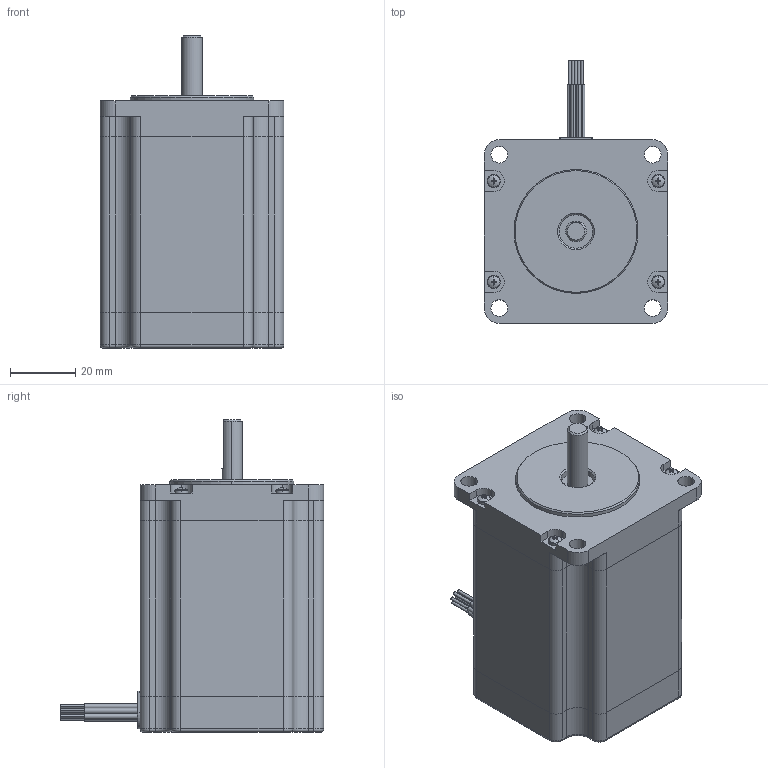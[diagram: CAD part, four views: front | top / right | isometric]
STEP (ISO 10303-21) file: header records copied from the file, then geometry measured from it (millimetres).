
FILE_DESCRIPTION (( 'STEP AP214' ), '1' );
FILE_NAME ('HT23-601_RevN.STEP', '2022-05-20T15:39:16', ( '' ), ( '' ), 'SwSTEP 2.0', 'SolidWorks 2017', '' );
FILE_SCHEMA (( 'AUTOMOTIVE_DESIGN' ));
Length unit declared in the file: millimetre
Products named in the file (10): HT23-601 Laminations; HT23 REAR ENDBELL ASSEMBLY; HT23-601 Screw; HT23 Rear Endbell; HT23-601 FRONT ENDBELL ASSEMBLY; HT23-601 Lead Wires (Break line); HT23-601_RevN; HT23 Wire Grommet; HT23 Front Endbell; HT23-601 Shaft
Assembly tree (12 placements, depth 3):
  HT23-601_RevN
    HT23-601 FRONT ENDBELL ASSEMBLY
      HT23 Front Endbell
      HT23-601 Screw  x4
    HT23 REAR ENDBELL ASSEMBLY
      HT23 Rear Endbell
      HT23 Wire Grommet
      HT23-601 Lead Wires (Break line)
    HT23-601 Laminations
    HT23-601 Shaft
Bounding box: 56.4 x 80.9 x 96 mm (x, y, z)
Volume: 218189.4 mm3; surface area: 42140.4 mm2
Topology: 24 solids, 24 shells, 382 faces, 885 edges, 558 vertices
Faces by surface type: plane 162, cylinder 160, cone 27, torus 23, sphere 10
Entity records: 10037 total; most frequent: DIRECTION 1721, CARTESIAN_POINT 1501, ORIENTED_EDGE 1430, EDGE_CURVE 715, AXIS2_PLACEMENT_3D 684, VERTEX_POINT 456, CIRCLE 360, LINE 353
